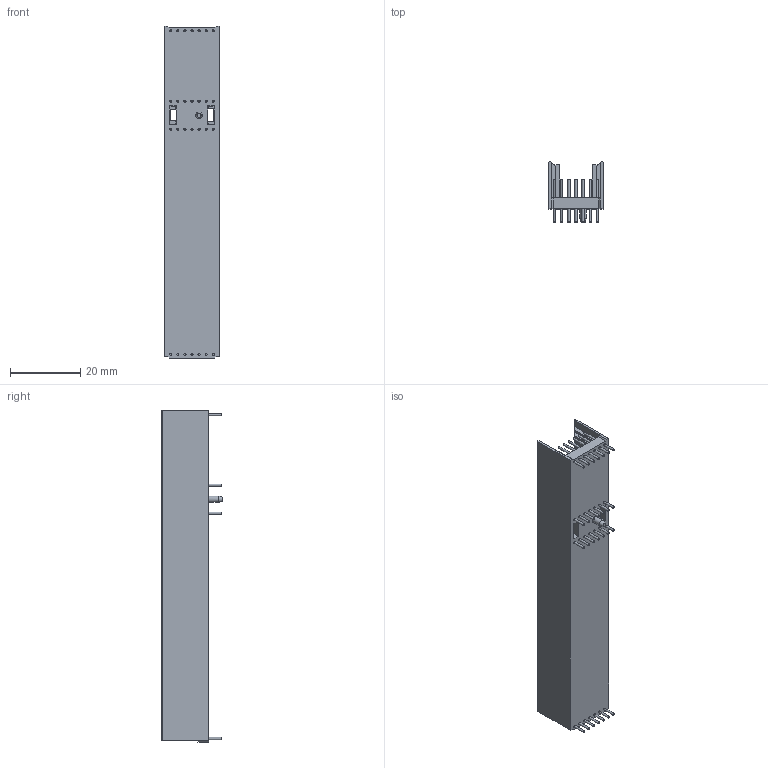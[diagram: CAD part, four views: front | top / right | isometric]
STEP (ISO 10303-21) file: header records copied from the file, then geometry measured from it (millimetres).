
FILE_DESCRIPTION((''),'2;1');
FILE_NAME( '1706_har-bus_HM_Monoblock_47_straight_male_308_pole.stp','2004-08-11T10:28:45',('User'),('SDRC'),'I-DEAS Master Series 9','UNIX','Yes');
FILE_SCHEMA(('AUTOMOTIVE_DESIGN { 1 0 10303 214 1 1 1 1 }'));
Length unit declared in the file: millimetre
Products named in the file (1): 1706_har-bus_HM_Monoblock_47_straight_male_308_pole
Bounding box: 15.4 x 17.4 x 94.35 mm (x, y, z)
Volume: 7469.3 mm3; surface area: 8248.6 mm2
Topology: 1 solids, 1 shells, 220 faces, 481 edges, 319 vertices
Faces by surface type: bspline 220
Entity records: 6661 total; most frequent: CARTESIAN_POINT 3317, ORIENTED_EDGE 962, EDGE_CURVE 481, VERTEX_POINT 319, EDGE_LOOP 280, B_SPLINE_CURVE_WITH_KNOTS 234, OVER_RIDING_STYLED_ITEM 224, FACE_OUTER_BOUND 220
